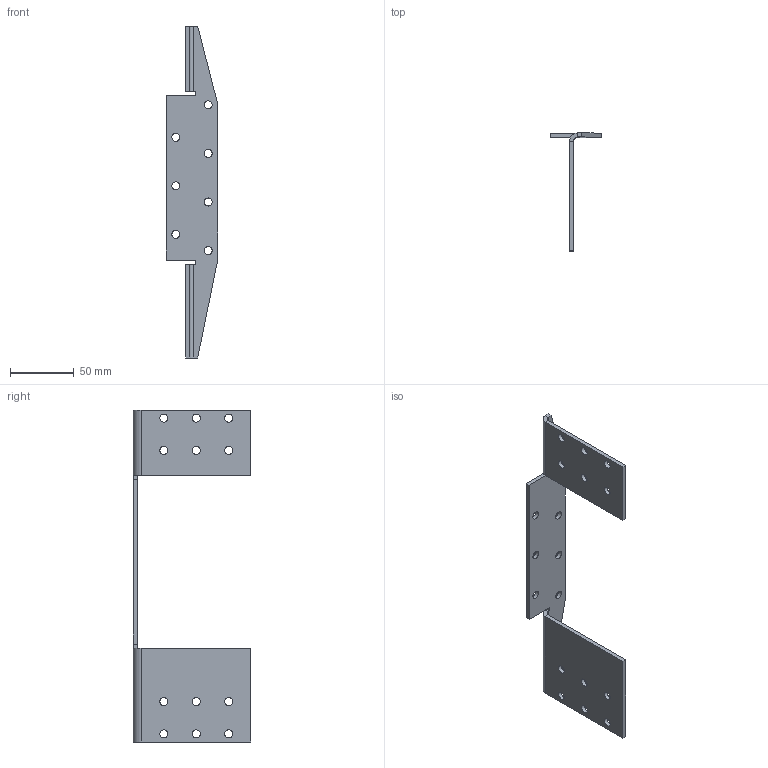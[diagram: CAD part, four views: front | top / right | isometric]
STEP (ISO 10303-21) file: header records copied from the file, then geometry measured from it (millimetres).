
FILE_DESCRIPTION(/* description */ (''),/* implementation_level */ '2;1');
FILE_NAME(/* name */ 'mainDriveSuppportBracket.stp',/* time_stamp */ '2024-06-22T23:59:22-04:00',/* author */ ('seene'),/* organization */ (''),/* preprocessor_version */ 'ST-DEVELOPER v20',/* originating_system */ 'Autodesk Inventor 2025',/* authorisation */ '');
FILE_SCHEMA (('AUTOMOTIVE_DESIGN { 1 0 10303 214 3 1 1 }'));
Length unit declared in the file: inch
Products named in the file (1): mainDriveSuppportBracket
Bounding box: 40.22 x 92.2 x 260.35 mm (x, y, z)
Volume: 55968.5 mm3; surface area: 39485.2 mm2
Topology: 1 solids, 1 shells, 52 faces, 134 edges, 84 vertices
Faces by surface type: plane 28, cylinder 24
Full cylindrical faces by diameter (mm): 6.35 x19
Entity records: 1699 total; most frequent: DIRECTION 288, CARTESIAN_POINT 271, ORIENTED_EDGE 268, EDGE_CURVE 134, AXIS2_PLACEMENT_3D 101, EDGE_LOOP 90, LINE 86, VECTOR 86
